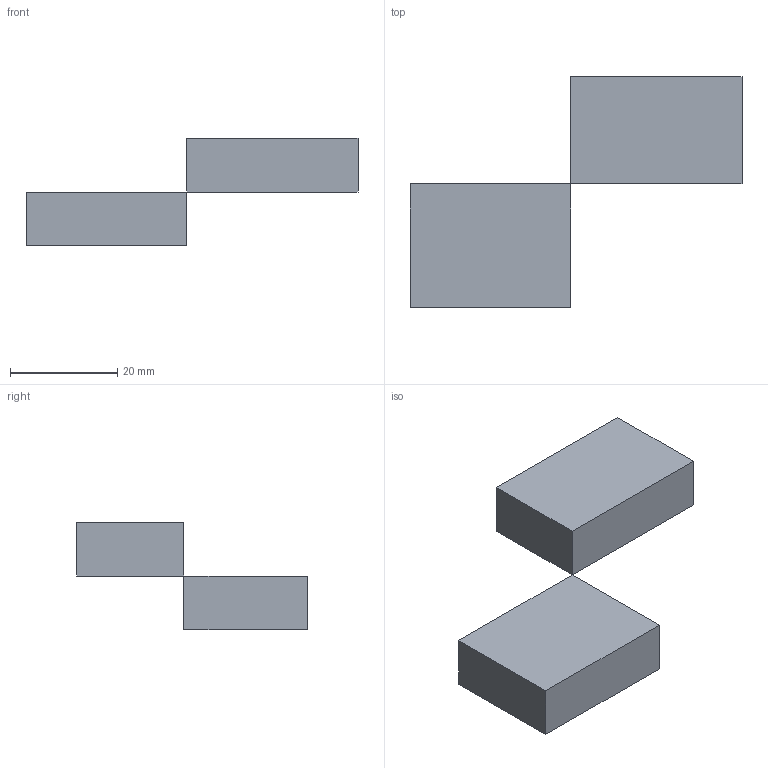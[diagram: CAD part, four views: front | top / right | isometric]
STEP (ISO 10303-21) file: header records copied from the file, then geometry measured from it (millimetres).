
FILE_DESCRIPTION(/* description */ (''),/* implementation_level */ '2;1');
FILE_NAME(/* name */ 'colour_test_assembly.stp',/* time_stamp */ '2018-08-31T09:47:35-04:00',/* author */ ('Matthew Ronan'),/* organization */ (''),/* preprocessor_version */ 'ST-DEVELOPER v17',/* originating_system */ 'Autodesk Inventor 2019',/* authorisation */ '');
FILE_SCHEMA (('AUTOMOTIVE_DESIGN { 1 0 10303 214 3 1 1 }'));
Length unit declared in the file: millimetre
Products named in the file (3): colour_test_assembly; colour_test; colour_test_2
Assembly tree (2 placements, depth 2):
  colour_test_assembly
    colour_test
    colour_test_2
Bounding box: 62 x 43 x 20 mm (x, y, z)
Volume: 13300 mm3; surface area: 4760 mm2
Topology: 2 solids, 2 shells, 12 faces, 24 edges, 16 vertices
Faces by surface type: plane 12
Entity records: 418 total; most frequent: DIRECTION 58, CARTESIAN_POINT 57, ORIENTED_EDGE 48, LINE 24, VECTOR 24, EDGE_CURVE 24, AXIS2_PLACEMENT_3D 17, VERTEX_POINT 16
